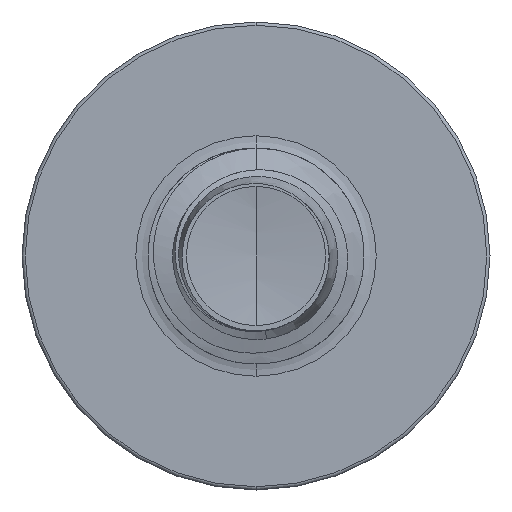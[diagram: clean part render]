
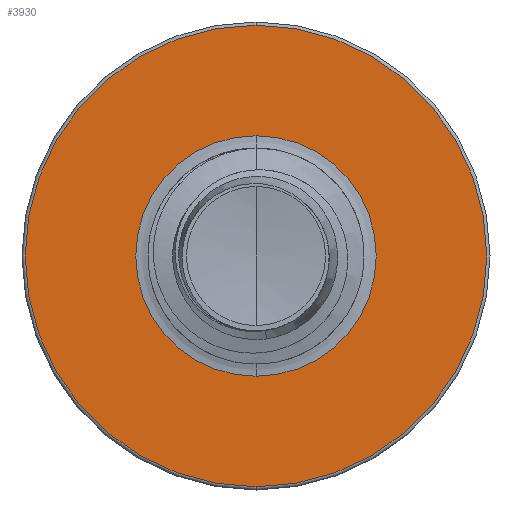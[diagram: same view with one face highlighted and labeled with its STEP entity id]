
A CAD part, front view. The second image highlights one B-rep face of the part: STEP entity #3930.
In plain terms, the highlighted planar face has unit normal (0, -1, 0).
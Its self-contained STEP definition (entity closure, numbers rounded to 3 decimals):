
#1729 = AXIS2_PLACEMENT_3D ( 'NONE', #4224, #15939, #6296 ) ;
#2542 = AXIS2_PLACEMENT_3D ( 'NONE', #2590, #14907, #4704 ) ;
#2555 = AXIS2_PLACEMENT_3D ( 'NONE', #14315, #3815, #15701 ) ;
#2590 = CARTESIAN_POINT ( 'NONE',  ( 0., 8., 0. ) ) ;
#3214 = ORIENTED_EDGE ( 'NONE', *, *, #15060, .F. ) ;
#3560 = DIRECTION ( 'NONE',  ( 0., 1., 0. ) ) ;
#3815 = DIRECTION ( 'NONE',  ( 0., 1., 0. ) ) ;
#3930 = ADVANCED_FACE ( 'NONE', ( #10002, #10523 ), #10280, .F. ) ;
#4224 = CARTESIAN_POINT ( 'NONE',  ( 0., 8., 0. ) ) ;
#4704 = DIRECTION ( 'NONE',  ( 0., 0., 1. ) ) ;
#6296 = DIRECTION ( 'NONE',  ( 0., 0., 1. ) ) ;
#7326 = CIRCLE ( 'NONE', #20457, 1.67 ) ;
#8823 = AXIS2_PLACEMENT_3D ( 'NONE', #10259, #10253, #10239 ) ;
#9470 = EDGE_LOOP ( 'NONE', ( #3214, #18652 ) ) ;
#9879 = CARTESIAN_POINT ( 'NONE',  ( 0., 8., 1.67 ) ) ;
#10002 = FACE_OUTER_BOUND ( 'NONE', #9470, .T. ) ;
#10239 = DIRECTION ( 'NONE',  ( 0., 0., 1. ) ) ;
#10253 = DIRECTION ( 'NONE',  ( 0., 1., 0. ) ) ;
#10259 = CARTESIAN_POINT ( 'NONE',  ( 0., 8., -1.67 ) ) ;
#10280 = PLANE ( 'NONE',  #8823 ) ;
#10299 = CARTESIAN_POINT ( 'NONE',  ( 0., 8., -1.67 ) ) ;
#10523 = FACE_BOUND ( 'NONE', #18639, .T. ) ;
#10581 = VERTEX_POINT ( 'NONE', #14877 ) ;
#11452 = CIRCLE ( 'NONE', #2542, 3.205 ) ;
#12625 = CIRCLE ( 'NONE', #1729, 1.67 ) ;
#13841 = CIRCLE ( 'NONE', #2555, 3.205 ) ;
#14165 = CARTESIAN_POINT ( 'NONE',  ( 0., 8., 0. ) ) ;
#14315 = CARTESIAN_POINT ( 'NONE',  ( 0., 8., 0. ) ) ;
#14877 = CARTESIAN_POINT ( 'NONE',  ( 0., 8., -3.205 ) ) ;
#14907 = DIRECTION ( 'NONE',  ( 0., 1., 0. ) ) ;
#14962 = ORIENTED_EDGE ( 'NONE', *, *, #15871, .T. ) ;
#15060 = EDGE_CURVE ( 'NONE', #19195, #10581, #11452, .T. ) ;
#15540 = DIRECTION ( 'NONE',  ( 0., 0., 1. ) ) ;
#15701 = DIRECTION ( 'NONE',  ( 0., 0., 1. ) ) ;
#15871 = EDGE_CURVE ( 'NONE', #19131, #18033, #12625, .T. ) ;
#15939 = DIRECTION ( 'NONE',  ( 0., 1., 0. ) ) ;
#16178 = CARTESIAN_POINT ( 'NONE',  ( 0., 8., 3.205 ) ) ;
#18033 = VERTEX_POINT ( 'NONE', #9879 ) ;
#18441 = EDGE_CURVE ( 'NONE', #18033, #19131, #7326, .T. ) ;
#18484 = EDGE_CURVE ( 'NONE', #10581, #19195, #13841, .T. ) ;
#18639 = EDGE_LOOP ( 'NONE', ( #19940, #14962 ) ) ;
#18652 = ORIENTED_EDGE ( 'NONE', *, *, #18484, .F. ) ;
#19131 = VERTEX_POINT ( 'NONE', #10299 ) ;
#19195 = VERTEX_POINT ( 'NONE', #16178 ) ;
#19940 = ORIENTED_EDGE ( 'NONE', *, *, #18441, .T. ) ;
#20457 = AXIS2_PLACEMENT_3D ( 'NONE', #14165, #3560, #15540 ) ;
